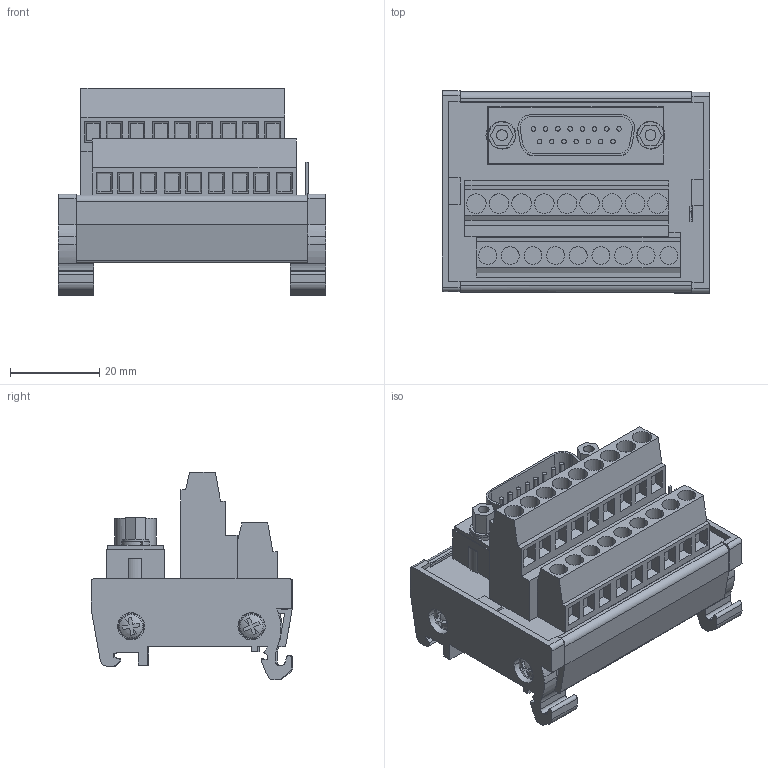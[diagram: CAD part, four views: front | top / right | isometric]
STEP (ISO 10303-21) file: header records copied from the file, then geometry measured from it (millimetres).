
FILE_DESCRIPTION(('CATIA V5R22 STEP214','CAx-IF Rec.Pracs.--- Model Styling and Organization---1.4--- 2014-01-23'),'2;1');
FILE_NAME ('031958-3_0_8233350000_3D_8233350000.stp','2023-09-26T12:56:07+00:00',('none'),('Weidmueller'),'CATIA Version 5-6 Release 2016 SP3 HF44','CATIA V5 STEP AP214','none');
FILE_SCHEMA(('AUTOMOTIVE_DESIGN { 1 0 10303 214 1 1 1 1 }'));
Length unit declared in the file: millimetre
Products named in the file (1): 3D_8233350000
Bounding box: 60 x 45.3 x 46.6 mm (x, y, z)
Volume: 38666.2 mm3; surface area: 30181.4 mm2
Topology: 1 solids, 5 shells, 879 faces, 2413 edges, 1593 vertices
Faces by surface type: plane 604, cylinder 259, torus 8, sphere 8
Entity records: 29916 total; most frequent: CARTESIAN_POINT 7043, ORIENTED_EDGE 4826, DIRECTION 3927, EDGE_CURVE 2413, VECTOR 1691, LINE 1691, VERTEX_POINT 1593, AXIS2_PLACEMENT_3D 1358
